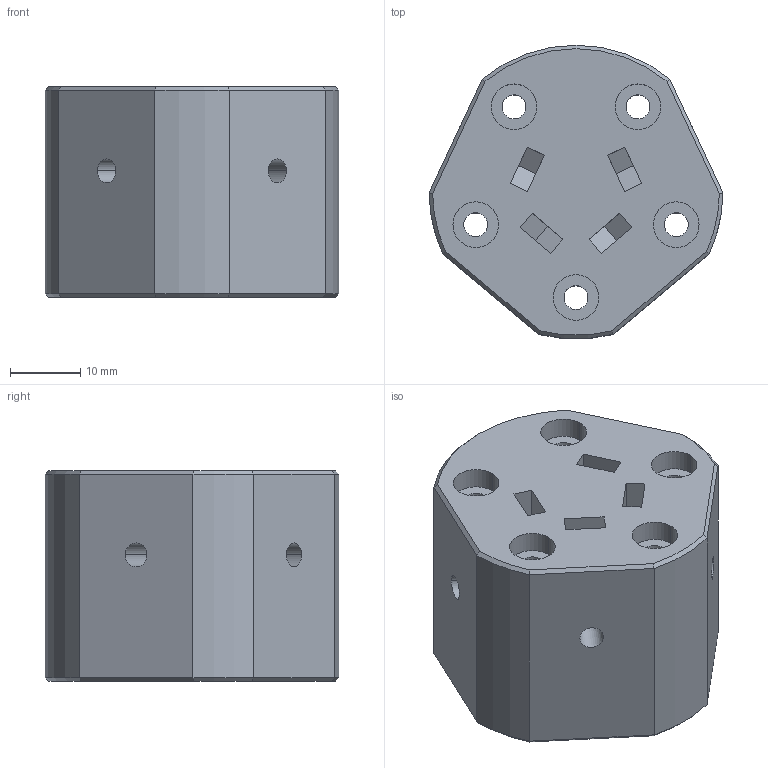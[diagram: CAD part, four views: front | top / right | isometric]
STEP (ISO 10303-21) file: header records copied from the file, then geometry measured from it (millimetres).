
FILE_DESCRIPTION (( 'STEP AP214' ), '1' );
FILE_NAME ('fore_arm.STEP', '2025-03-31T14:03:46', ( '' ), ( '' ), 'SwSTEP 2.0', 'SolidWorks 2025', '' );
FILE_SCHEMA (( 'AUTOMOTIVE_DESIGN' ));
Length unit declared in the file: millimetre
Products named in the file (1): fore_arm_part3
Bounding box: 41.8 x 41.72 x 30 mm (x, y, z)
Volume: 35176 mm3; surface area: 9406.8 mm2
Topology: 1 solids, 1 shells, 109 faces, 260 edges, 158 vertices
Faces by surface type: plane 43, cylinder 40, cone 26
Entity records: 3159 total; most frequent: CARTESIAN_POINT 568, DIRECTION 554, ORIENTED_EDGE 504, EDGE_CURVE 252, AXIS2_PLACEMENT_3D 208, VERTEX_POINT 158, EDGE_LOOP 140, LINE 138
